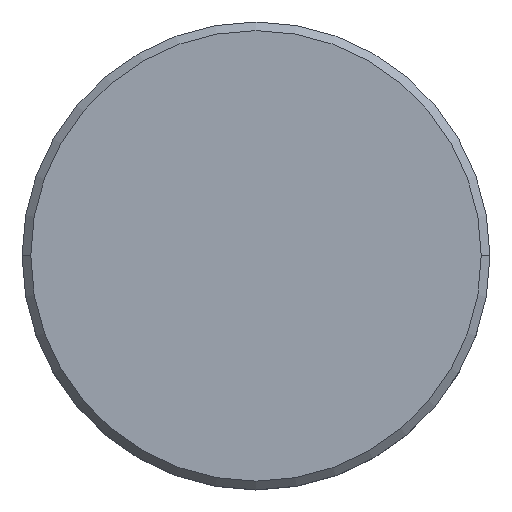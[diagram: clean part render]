
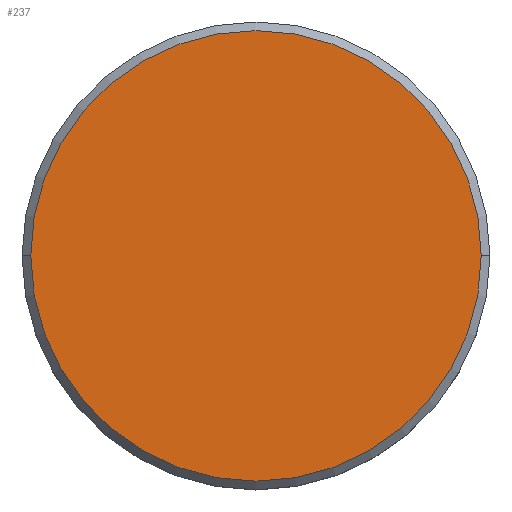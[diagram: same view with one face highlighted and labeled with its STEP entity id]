
A CAD part, top view. The second image highlights one B-rep face of the part: STEP entity #237.
In plain terms, the highlighted planar face has unit normal (0, 0, 1).
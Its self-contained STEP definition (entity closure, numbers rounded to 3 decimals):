
#22 = DIRECTION ( 'NONE',  ( 1., 0., 0. ) ) ;
#40 = ORIENTED_EDGE ( 'NONE', *, *, #491, .T. ) ;
#73 = DIRECTION ( 'NONE',  ( 0., 0., 1. ) ) ;
#81 = DIRECTION ( 'NONE',  ( 1., 0., 0. ) ) ;
#109 = PLANE ( 'NONE',  #388 ) ;
#112 = VERTEX_POINT ( 'NONE', #197 ) ;
#162 = CARTESIAN_POINT ( 'NONE',  ( 0., 0., 0. ) ) ;
#190 = CIRCLE ( 'NONE', #365, 13. ) ;
#197 = CARTESIAN_POINT ( 'NONE',  ( 13., 0., 0. ) ) ;
#237 = ADVANCED_FACE ( 'NONE', ( #380 ), #109, .T. ) ;
#264 = ORIENTED_EDGE ( 'NONE', *, *, #382, .T. ) ;
#272 = CARTESIAN_POINT ( 'NONE',  ( -13., 0., 0. ) ) ;
#293 = CARTESIAN_POINT ( 'NONE',  ( 0., 0., 0. ) ) ;
#318 = DIRECTION ( 'NONE',  ( 1., 0., 0. ) ) ;
#365 = AXIS2_PLACEMENT_3D ( 'NONE', #162, #73, #81 ) ;
#380 = FACE_OUTER_BOUND ( 'NONE', #518, .T. ) ;
#382 = EDGE_CURVE ( 'NONE', #112, #572, #190, .T. ) ;
#388 = AXIS2_PLACEMENT_3D ( 'NONE', #293, #484, #22 ) ;
#484 = DIRECTION ( 'NONE',  ( 0., 0., 1. ) ) ;
#491 = EDGE_CURVE ( 'NONE', #572, #112, #493, .T. ) ;
#493 = CIRCLE ( 'NONE', #538, 13. ) ;
#512 = CARTESIAN_POINT ( 'NONE',  ( 0., 0., 0. ) ) ;
#518 = EDGE_LOOP ( 'NONE', ( #40, #264 ) ) ;
#538 = AXIS2_PLACEMENT_3D ( 'NONE', #512, #550, #318 ) ;
#550 = DIRECTION ( 'NONE',  ( 0., 0., 1. ) ) ;
#572 = VERTEX_POINT ( 'NONE', #272 ) ;
